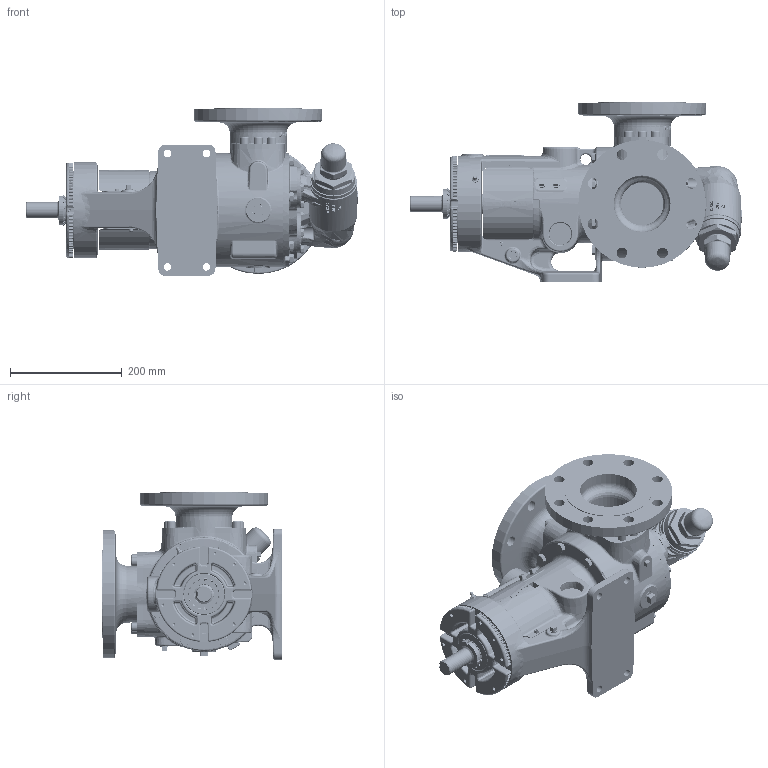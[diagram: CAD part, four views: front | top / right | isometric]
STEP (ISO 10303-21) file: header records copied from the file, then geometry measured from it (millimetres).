
FILE_DESCRIPTION (( 'STEP AP214' ), '1' );
FILE_NAME ('KV-2646.STEP', '2024-04-03T13:08:52', ( '' ), ( '' ), 'SwSTEP 2.0', 'SolidWorks 2022', '' );
FILE_SCHEMA (( 'AUTOMOTIVE_DESIGN' ));
Length unit declared in the file: inch
Products named in the file (1): KV-2646
Bounding box: 594.8 x 322.33 x 300.1 mm (x, y, z)
Volume: 12637514.4 mm3; surface area: 910998.1 mm2
Topology: 1 solids, 13 shells, 6096 faces, 15667 edges, 9757 vertices
Faces by surface type: bspline 2232, plane 1780, cone 864, cylinder 840, torus 219, sphere 161
Entity records: 371409 total; most frequent: CARTESIAN_POINT 164675, ORIENTED_EDGE 31048, DIRECTION 19923, EDGE_CURVE 15524, VERTEX_POINT 9746, AXIS2_PLACEMENT_3D 7738, B_SPLINE_CURVE_WITH_KNOTS 6766, EDGE_LOOP 6470
